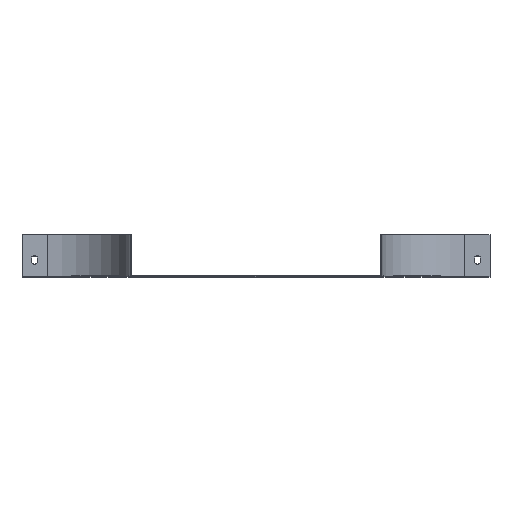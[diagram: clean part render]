
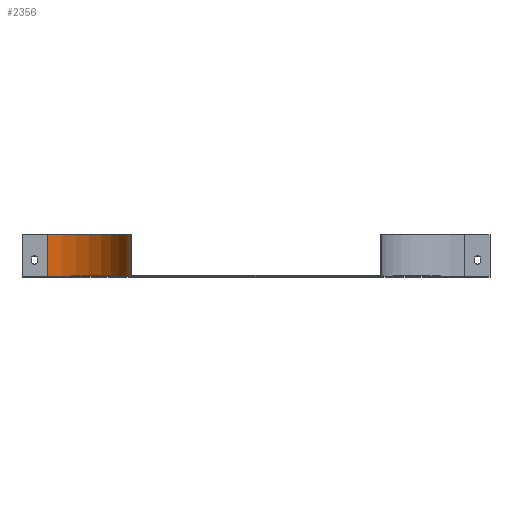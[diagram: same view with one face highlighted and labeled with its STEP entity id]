
A CAD part, top view. The second image highlights one B-rep face of the part: STEP entity #2356.
In plain terms, the highlighted cylindrical face has radius 100 mm (diameter 200 mm), a partial arc.
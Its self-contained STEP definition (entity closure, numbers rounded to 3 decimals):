
#9 = DIRECTION ( 'NONE',  ( 0., 0., 1. ) ) ;
#10 = DIRECTION ( 'NONE',  ( 0., 1., 0. ) ) ;
#12 = CARTESIAN_POINT ( 'NONE',  ( -250., 0., -30. ) ) ;
#173 = CARTESIAN_POINT ( 'NONE',  ( -150., 0.8, -30. ) ) ;
#182 = CARTESIAN_POINT ( 'NONE',  ( -150., 50., -30. ) ) ;
#351 = CARTESIAN_POINT ( 'NONE',  ( -250., 0.8, -30. ) ) ;
#352 = DIRECTION ( 'NONE',  ( 0., -1., 0. ) ) ;
#360 = DIRECTION ( 'NONE',  ( 0., 0., -1. ) ) ;
#400 = VERTEX_POINT ( 'NONE', #182 ) ;
#438 = EDGE_LOOP ( 'NONE', ( #2059, #2042, #2043, #2065 ) ) ;
#553 = EDGE_CURVE ( 'NONE', #2102, #2082, #1770, .T. ) ;
#557 = EDGE_CURVE ( 'NONE', #400, #2102, #1764, .T. ) ;
#568 = EDGE_CURVE ( 'NONE', #2136, #2082, #1748, .T. ) ;
#570 = EDGE_CURVE ( 'NONE', #2136, #400, #1742, .T. ) ;
#843 = AXIS2_PLACEMENT_3D ( 'NONE', #1860, #1858, #1857 ) ;
#856 = AXIS2_PLACEMENT_3D ( 'NONE', #12, #10, #9 ) ;
#947 = CARTESIAN_POINT ( 'NONE',  ( -150., 0., -30. ) ) ;
#976 = CARTESIAN_POINT ( 'NONE',  ( -250., 0., -130. ) ) ;
#1005 = CARTESIAN_POINT ( 'NONE',  ( -250., 50., -130. ) ) ;
#1482 = CYLINDRICAL_SURFACE ( 'NONE', #2302, 100. ) ;
#1484 = FACE_OUTER_BOUND ( 'NONE', #438, .T. ) ;
#1742 = CIRCLE ( 'NONE', #843, 100. ) ;
#1743 = VECTOR ( 'NONE', #1783, 1000. ) ;
#1748 = LINE ( 'NONE', #1784, #1743 ) ;
#1761 = VECTOR ( 'NONE', #1861, 1000. ) ;
#1764 = LINE ( 'NONE', #173, #1761 ) ;
#1770 = CIRCLE ( 'NONE', #856, 100. ) ;
#1783 = DIRECTION ( 'NONE',  ( 0., -1., 0. ) ) ;
#1784 = CARTESIAN_POINT ( 'NONE',  ( -250., 0.8, -130. ) ) ;
#1857 = DIRECTION ( 'NONE',  ( -1., 0., 0. ) ) ;
#1858 = DIRECTION ( 'NONE',  ( 0., -1., 0. ) ) ;
#1860 = CARTESIAN_POINT ( 'NONE',  ( -250., 50., -30. ) ) ;
#1861 = DIRECTION ( 'NONE',  ( 0., -1., 0. ) ) ;
#2042 = ORIENTED_EDGE ( 'NONE', *, *, #557, .F. ) ;
#2043 = ORIENTED_EDGE ( 'NONE', *, *, #570, .F. ) ;
#2059 = ORIENTED_EDGE ( 'NONE', *, *, #553, .F. ) ;
#2065 = ORIENTED_EDGE ( 'NONE', *, *, #568, .T. ) ;
#2082 = VERTEX_POINT ( 'NONE', #976 ) ;
#2102 = VERTEX_POINT ( 'NONE', #947 ) ;
#2136 = VERTEX_POINT ( 'NONE', #1005 ) ;
#2302 = AXIS2_PLACEMENT_3D ( 'NONE', #351, #352, #360 ) ;
#2356 = ADVANCED_FACE ( 'NONE', ( #1484 ), #1482, .F. ) ;
